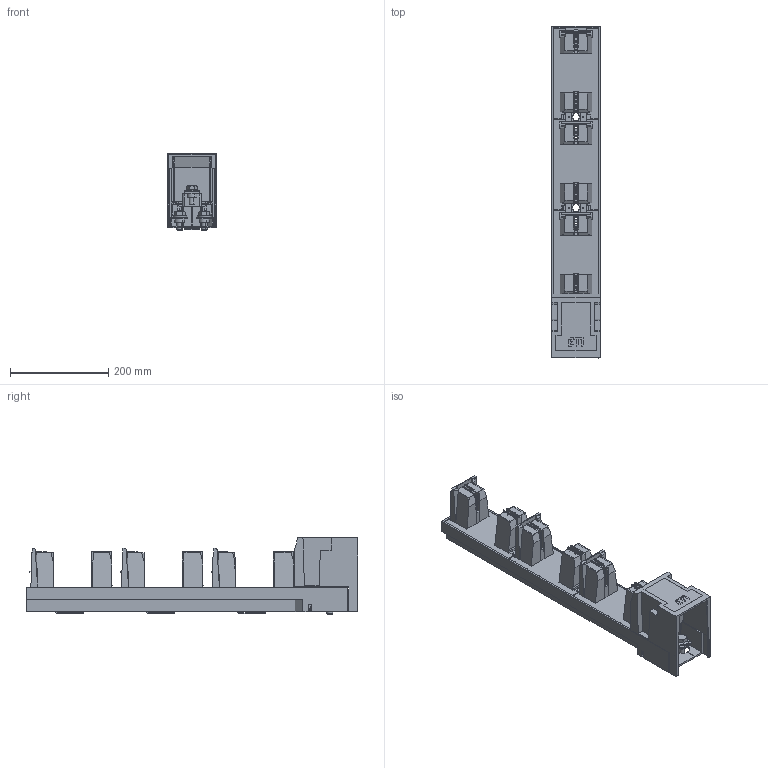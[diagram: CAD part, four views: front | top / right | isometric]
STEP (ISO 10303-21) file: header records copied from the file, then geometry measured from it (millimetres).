
FILE_DESCRIPTION((''),'2;1');
FILE_NAME('L263100103_L_NH_SICHERUNGSLEIST_ASM','2021-05-14T',('marketing.praksa'),('Audax d.o.o.'),'CREO PARAMETRIC BY PTC INC, 2017480','CREO PARAMETRIC BY PTC INC, 2017480','');
FILE_SCHEMA(('AUTOMOTIVE_DESIGN { 1 0 10303 214 1 1 1 1 }'));
Products named in the file (23): 158686_L_OMEGAKONTAKT_G; 158728_L_FREMDFEDERUNG-OMEGA-KO; 810040_L_OMEGAKONTAKT_KPL_2MM_L_ASM; 158397_VERBINDUNGSWINKEL; 158396_VERBINDUNGSWINKEL; 61246_SETZMUTTER_M12_1_1_2_3; 66905_SPANNSCHEIBE_DIN_6796_1_4; 68276_SECHSKANTSCHRAUBE_M12X3_3; 33501_L02_TRAEGERTEIL; 68219_HI_LO_DURO_PT_SCHRAUBE__1; HAUPTKOERPER_NICHT_BENUTZEN_1_3; HAUPTKOERPER_NICHT_BENUTZEN_2_3; 158012_01_L02_ANSCHLUSSSCHIENE__ASM; HAUPTK_X2_00F6_X0_RPER_NI-22525; HAUPTK_X2_00F6_X0_RPER_NI-27164; 158013_01_L01_ANSCHLUSSSCHIENE__ASM; 158398_L_ANSCHLUSSWINKEL_L3_L1; 804200_L_SCHIENENSATZ_3MM_FLACH_ASM; 34278_L_KONTAKTHAUBE; 88188_01_BEZEICHNUNGSSCHILD; PRT9557; KKK; L263100103_L_NH_SICHERUNGSLEIST_ASM
Assembly tree (42 placements, depth 4):
  L263100103_L_NH_SICHERUNGSLEIST_ASM
    810040_L_OMEGAKONTAKT_KPL_2MM_L_ASM
      158686_L_OMEGAKONTAKT_G  x6
      158728_L_FREMDFEDERUNG-OMEGA-KO  x6
    158397_VERBINDUNGSWINKEL
    158396_VERBINDUNGSWINKEL  x2
    61246_SETZMUTTER_M12_1_1_2_3  x3
    66905_SPANNSCHEIBE_DIN_6796_1_4  x3
    68276_SECHSKANTSCHRAUBE_M12X3_3  x3
    33501_L02_TRAEGERTEIL
    804200_L_SCHIENENSATZ_3MM_FLACH_ASM
      68219_HI_LO_DURO_PT_SCHRAUBE__1  x2
      158012_01_L02_ANSCHLUSSSCHIENE__ASM
        HAUPTKOERPER_NICHT_BENUTZEN_1_3
        HAUPTKOERPER_NICHT_BENUTZEN_2_3
      158013_01_L01_ANSCHLUSSSCHIENE__ASM
        HAUPTK_X2_00F6_X0_RPER_NI-22525
        HAUPTK_X2_00F6_X0_RPER_NI-27164
      158398_L_ANSCHLUSSWINKEL_L3_L1
    34278_L_KONTAKTHAUBE  x3
    88188_01_BEZEICHNUNGSSCHILD
    PRT9557
    KKK
Bounding box: 99 x 675.71 x 155.36 mm (x, y, z)
Volume: 1323803.5 mm3; surface area: 884560.4 mm2
Topology: 40 solids, 40 shells, 2202 faces, 6285 edges, 4209 vertices
Faces by surface type: plane 1643, cylinder 495, cone 48, torus 8, bspline 4, sphere 4
Entity records: 69133 total; most frequent: CARTESIAN_POINT 8720, ORIENTED_EDGE 7916, DIRECTION 7522, PRESENTATION_STYLE_ASSIGNMENT 5370, STYLED_ITEM 5370, CURVE_STYLE 3958, EDGE_CURVE 3958, VECTOR 3202
